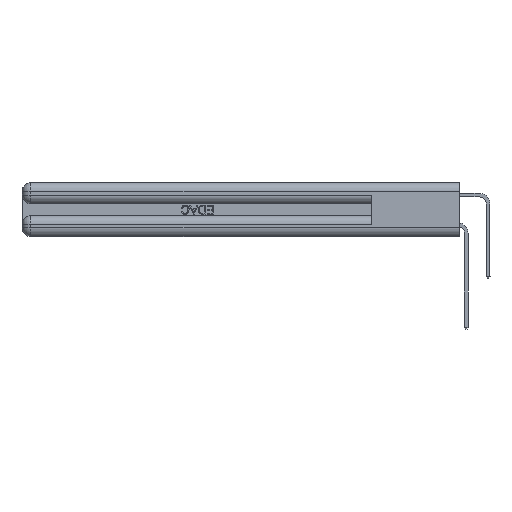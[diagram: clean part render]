
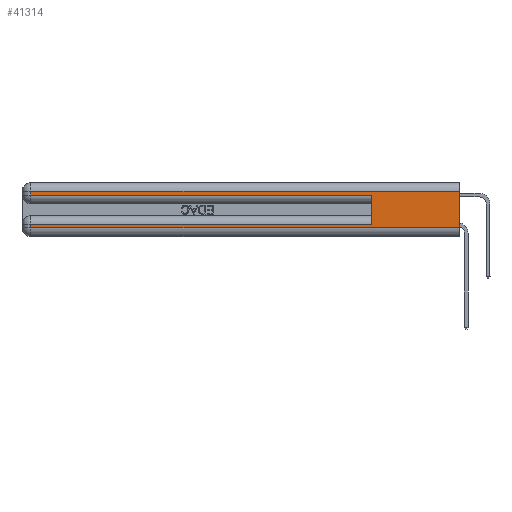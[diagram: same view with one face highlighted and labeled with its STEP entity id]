
A CAD part, left-side view. The second image highlights one B-rep face of the part: STEP entity #41314.
In plain terms, the highlighted planar face has unit normal (-1, 0, 0).
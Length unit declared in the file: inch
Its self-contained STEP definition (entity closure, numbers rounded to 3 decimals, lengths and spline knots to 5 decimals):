
#74 = VERTEX_POINT ( 'NONE', #25177 ) ;
#1178 = EDGE_CURVE ( 'NONE', #42860, #35931, #18488, .T. ) ;
#1536 = EDGE_LOOP ( 'NONE', ( #40897, #23678, #36017, #40645, #22979, #9245, #8365, #17886 ) ) ;
#2047 = CARTESIAN_POINT ( 'NONE',  ( 0., 0., 0.285 ) ) ;
#2987 = DIRECTION ( 'NONE',  ( 0., 0., -1. ) ) ;
#5561 = CARTESIAN_POINT ( 'NONE',  ( 0., 2.94, 0.085 ) ) ;
#5853 = CARTESIAN_POINT ( 'NONE',  ( 0., 0.6, 0.085 ) ) ;
#6394 = VECTOR ( 'NONE', #29160, 39.37008 ) ;
#6405 = VERTEX_POINT ( 'NONE', #34961 ) ;
#6895 = DIRECTION ( 'NONE',  ( 0., 0., -1. ) ) ;
#7310 = CARTESIAN_POINT ( 'NONE',  ( 0., 0., 0.37 ) ) ;
#7352 = DIRECTION ( 'NONE',  ( 0., -1., 0. ) ) ;
#7843 = VECTOR ( 'NONE', #2987, 39.37008 ) ;
#8365 = ORIENTED_EDGE ( 'NONE', *, *, #16480, .T. ) ;
#8567 = LINE ( 'NONE', #33214, #33883 ) ;
#9245 = ORIENTED_EDGE ( 'NONE', *, *, #30430, .T. ) ;
#9427 = DIRECTION ( 'NONE',  ( 0., 1., 0. ) ) ;
#9806 = LINE ( 'NONE', #11752, #17128 ) ;
#10361 = VERTEX_POINT ( 'NONE', #5561 ) ;
#10377 = LINE ( 'NONE', #26340, #18255 ) ;
#11325 = VERTEX_POINT ( 'NONE', #22062 ) ;
#11602 = DIRECTION ( 'NONE',  ( 0., 0., -1. ) ) ;
#11752 = CARTESIAN_POINT ( 'NONE',  ( 0., 2.94, 0.37 ) ) ;
#13102 = DIRECTION ( 'NONE',  ( 0., 0., 1. ) ) ;
#14371 = AXIS2_PLACEMENT_3D ( 'NONE', #7310, #34283, #6895 ) ;
#15744 = DIRECTION ( 'NONE',  ( 0., 1., 0. ) ) ;
#16240 = CARTESIAN_POINT ( 'NONE',  ( 0., 2.94, 0.285 ) ) ;
#16281 = LINE ( 'NONE', #29828, #7843 ) ;
#16480 = EDGE_CURVE ( 'NONE', #10361, #74, #8567, .T. ) ;
#17128 = VECTOR ( 'NONE', #11602, 39.37008 ) ;
#17886 = ORIENTED_EDGE ( 'NONE', *, *, #31734, .T. ) ;
#18255 = VECTOR ( 'NONE', #9427, 39.37008 ) ;
#18488 = LINE ( 'NONE', #2047, #6394 ) ;
#19815 = EDGE_CURVE ( 'NONE', #41786, #11325, #16281, .T. ) ;
#20966 = CARTESIAN_POINT ( 'NONE',  ( 0., 0., 0.31 ) ) ;
#22062 = CARTESIAN_POINT ( 'NONE',  ( 0., 0., 0.06 ) ) ;
#22979 = ORIENTED_EDGE ( 'NONE', *, *, #42155, .F. ) ;
#23671 = PLANE ( 'NONE',  #14371 ) ;
#23678 = ORIENTED_EDGE ( 'NONE', *, *, #41014, .T. ) ;
#24726 = LINE ( 'NONE', #43487, #42212 ) ;
#25177 = CARTESIAN_POINT ( 'NONE',  ( 0., 2.94, 0.06 ) ) ;
#25397 = LINE ( 'NONE', #29007, #38061 ) ;
#25942 = DIRECTION ( 'NONE',  ( 0., 0., -1. ) ) ;
#26002 = VERTEX_POINT ( 'NONE', #5853 ) ;
#26340 = CARTESIAN_POINT ( 'NONE',  ( 0., 0., 0.085 ) ) ;
#27213 = CARTESIAN_POINT ( 'NONE',  ( 0., 0., 0.06 ) ) ;
#27962 = FACE_OUTER_BOUND ( 'NONE', #1536, .T. ) ;
#29007 = CARTESIAN_POINT ( 'NONE',  ( 0., 0., 0.31 ) ) ;
#29160 = DIRECTION ( 'NONE',  ( 0., -1., 0. ) ) ;
#29828 = CARTESIAN_POINT ( 'NONE',  ( 0., 0., 0.37 ) ) ;
#30430 = EDGE_CURVE ( 'NONE', #26002, #10361, #10377, .T. ) ;
#31734 = EDGE_CURVE ( 'NONE', #74, #11325, #37550, .T. ) ;
#33214 = CARTESIAN_POINT ( 'NONE',  ( 0., 2.94, 0.37 ) ) ;
#33538 = CARTESIAN_POINT ( 'NONE',  ( 0., 0.6, 0.285 ) ) ;
#33883 = VECTOR ( 'NONE', #25942, 39.37008 ) ;
#34283 = DIRECTION ( 'NONE',  ( 1., 0., 0. ) ) ;
#34961 = CARTESIAN_POINT ( 'NONE',  ( 0., 2.94, 0.31 ) ) ;
#35931 = VERTEX_POINT ( 'NONE', #33538 ) ;
#36017 = ORIENTED_EDGE ( 'NONE', *, *, #38953, .T. ) ;
#37550 = LINE ( 'NONE', #27213, #40733 ) ;
#38061 = VECTOR ( 'NONE', #15744, 39.37008 ) ;
#38953 = EDGE_CURVE ( 'NONE', #6405, #42860, #9806, .T. ) ;
#40645 = ORIENTED_EDGE ( 'NONE', *, *, #1178, .T. ) ;
#40733 = VECTOR ( 'NONE', #7352, 39.37008 ) ;
#40897 = ORIENTED_EDGE ( 'NONE', *, *, #19815, .F. ) ;
#41014 = EDGE_CURVE ( 'NONE', #41786, #6405, #25397, .T. ) ;
#41314 = ADVANCED_FACE ( 'NONE', ( #27962 ), #23671, .F. ) ;
#41786 = VERTEX_POINT ( 'NONE', #20966 ) ;
#42155 = EDGE_CURVE ( 'NONE', #26002, #35931, #24726, .T. ) ;
#42212 = VECTOR ( 'NONE', #13102, 39.37008 ) ;
#42860 = VERTEX_POINT ( 'NONE', #16240 ) ;
#43487 = CARTESIAN_POINT ( 'NONE',  ( 0., 0.6, 0.145 ) ) ;
